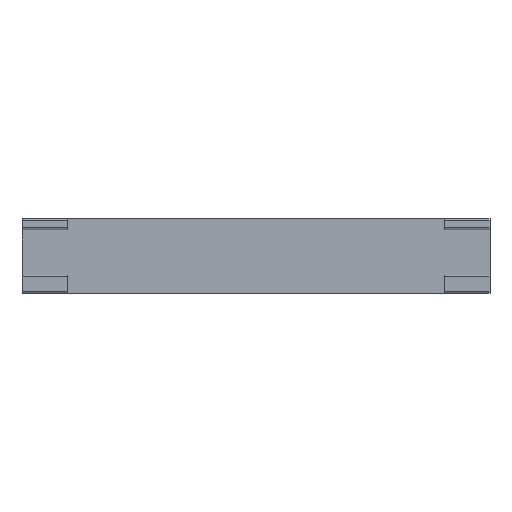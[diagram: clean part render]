
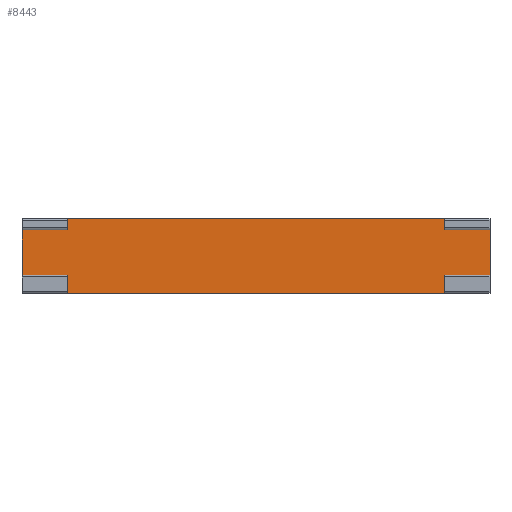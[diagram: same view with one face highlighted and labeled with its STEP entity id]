
A CAD part, top view. The second image highlights one B-rep face of the part: STEP entity #8443.
In plain terms, the highlighted planar face has unit normal (0, 0, 1).
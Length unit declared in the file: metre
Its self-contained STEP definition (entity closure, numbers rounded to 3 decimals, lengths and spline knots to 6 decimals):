
#1516=ORIENTED_EDGE('',*,*,#3430,.F.);
#1517=ORIENTED_EDGE('',*,*,#3431,.T.);
#1518=ORIENTED_EDGE('',*,*,#3432,.F.);
#1519=ORIENTED_EDGE('',*,*,#3429,.F.);
#1520=ORIENTED_EDGE('',*,*,#3433,.T.);
#1521=ORIENTED_EDGE('',*,*,#3434,.F.);
#1522=ORIENTED_EDGE('',*,*,#3435,.F.);
#1523=ORIENTED_EDGE('',*,*,#3436,.F.);
#1524=ORIENTED_EDGE('',*,*,#3437,.T.);
#1525=ORIENTED_EDGE('',*,*,#3438,.T.);
#1526=ORIENTED_EDGE('',*,*,#3439,.T.);
#1527=ORIENTED_EDGE('',*,*,#3440,.T.);
#3429=EDGE_CURVE('',#4479,#4477,#5389,.T.);
#3430=EDGE_CURVE('',#4480,#4481,#5390,.T.);
#3431=EDGE_CURVE('',#4480,#4482,#5391,.T.);
#3432=EDGE_CURVE('',#4477,#4482,#5392,.T.);
#3433=EDGE_CURVE('',#4479,#4483,#5393,.T.);
#3434=EDGE_CURVE('',#4484,#4483,#5394,.T.);
#3435=EDGE_CURVE('',#4485,#4484,#5395,.T.);
#3436=EDGE_CURVE('',#4486,#4485,#5396,.T.);
#3437=EDGE_CURVE('',#4486,#4487,#5397,.T.);
#3438=EDGE_CURVE('',#4487,#4488,#5398,.T.);
#3439=EDGE_CURVE('',#4488,#4489,#5399,.T.);
#3440=EDGE_CURVE('',#4489,#4481,#5400,.T.);
#4477=VERTEX_POINT('',#12815);
#4479=VERTEX_POINT('',#12819);
#4480=VERTEX_POINT('',#12823);
#4481=VERTEX_POINT('',#12824);
#4482=VERTEX_POINT('',#12826);
#4483=VERTEX_POINT('',#12829);
#4484=VERTEX_POINT('',#12831);
#4485=VERTEX_POINT('',#12833);
#4486=VERTEX_POINT('',#12835);
#4487=VERTEX_POINT('',#12837);
#4488=VERTEX_POINT('',#12839);
#4489=VERTEX_POINT('',#12841);
#5389=LINE('',#12820,#6389);
#5390=LINE('',#12822,#6390);
#5391=LINE('',#12825,#6391);
#5392=LINE('',#12827,#6392);
#5393=LINE('',#12828,#6393);
#5394=LINE('',#12830,#6394);
#5395=LINE('',#12832,#6395);
#5396=LINE('',#12834,#6396);
#5397=LINE('',#12836,#6397);
#5398=LINE('',#12838,#6398);
#5399=LINE('',#12840,#6399);
#5400=LINE('',#12842,#6400);
#6389=VECTOR('',#10103,1.);
#6390=VECTOR('',#10106,1.);
#6391=VECTOR('',#10107,1.);
#6392=VECTOR('',#10108,1.);
#6393=VECTOR('',#10109,1.);
#6394=VECTOR('',#10110,1.);
#6395=VECTOR('',#10111,1.);
#6396=VECTOR('',#10112,1.);
#6397=VECTOR('',#10113,1.);
#6398=VECTOR('',#10114,1.);
#6399=VECTOR('',#10115,1.);
#6400=VECTOR('',#10116,1.);
#7147=EDGE_LOOP('',(#1516,#1517,#1518,#1519,#1520,#1521,#1522,#1523,#1524,
#1525,#1526,#1527));
#7625=FACE_BOUND('',#7147,.T.);
#8051=PLANE('',#9047);
#8443=ADVANCED_FACE('',(#7625),#8051,.T.);
#9047=AXIS2_PLACEMENT_3D('',#12821,#10104,#10105);
#10103=DIRECTION('',(1.,0.,0.));
#10104=DIRECTION('',(0.,0.,1.));
#10105=DIRECTION('',(1.,0.,0.));
#10106=DIRECTION('',(0.,-1.,0.));
#10107=DIRECTION('',(1.,0.,0.));
#10108=DIRECTION('',(0.,-1.,0.));
#10109=DIRECTION('',(0.,1.,0.));
#10110=DIRECTION('',(1.,0.,0.));
#10111=DIRECTION('',(0.,1.,0.));
#10112=DIRECTION('',(1.,0.,0.));
#10113=DIRECTION('',(0.,-1.,0.));
#10114=DIRECTION('',(1.,0.,0.));
#10115=DIRECTION('',(0.,-1.,0.));
#10116=DIRECTION('',(1.,0.,0.));
#12815=CARTESIAN_POINT('',(0.15588,0.,0.));
#12819=CARTESIAN_POINT('',(0.14088,0.,0.));
#12820=CARTESIAN_POINT('',(0.14838,0.,0.));
#12821=CARTESIAN_POINT('',(0.0075,-0.01,0.));
#12822=CARTESIAN_POINT('',(0.14088,-0.0212,0.));
#12823=CARTESIAN_POINT('',(0.14088,-0.02,0.));
#12824=CARTESIAN_POINT('',(0.14088,-0.0224,0.));
#12825=CARTESIAN_POINT('',(0.14838,-0.02,0.));
#12826=CARTESIAN_POINT('',(0.15588,-0.02,0.));
#12827=CARTESIAN_POINT('',(0.15588,-0.01,0.));
#12828=CARTESIAN_POINT('',(0.14088,0.0012,0.));
#12829=CARTESIAN_POINT('',(0.14088,0.0024,0.));
#12830=CARTESIAN_POINT('',(0.0075,0.0024,0.));
#12831=CARTESIAN_POINT('',(0.015,0.0024,0.));
#12832=CARTESIAN_POINT('',(0.015,0.0012,0.));
#12833=CARTESIAN_POINT('',(0.015,0.,0.));
#12834=CARTESIAN_POINT('',(0.0075,0.,0.));
#12835=CARTESIAN_POINT('',(0.,0.,0.));
#12836=CARTESIAN_POINT('',(0.,-0.01,0.));
#12837=CARTESIAN_POINT('',(0.,-0.02,0.));
#12838=CARTESIAN_POINT('',(0.0075,-0.02,0.));
#12839=CARTESIAN_POINT('',(0.015,-0.02,0.));
#12840=CARTESIAN_POINT('',(0.015,-0.0212,0.));
#12841=CARTESIAN_POINT('',(0.015,-0.0224,0.));
#12842=CARTESIAN_POINT('',(0.0075,-0.0224,0.));
